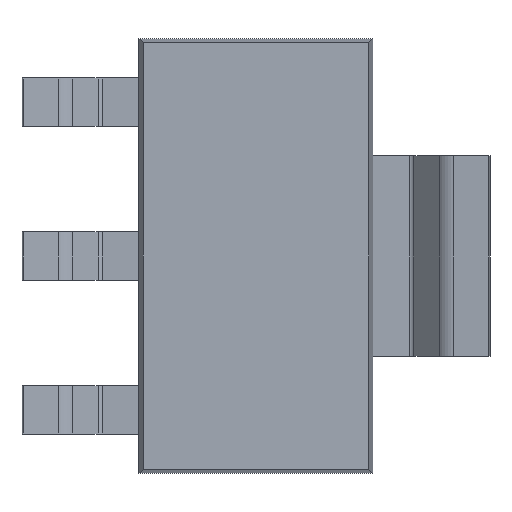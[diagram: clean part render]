
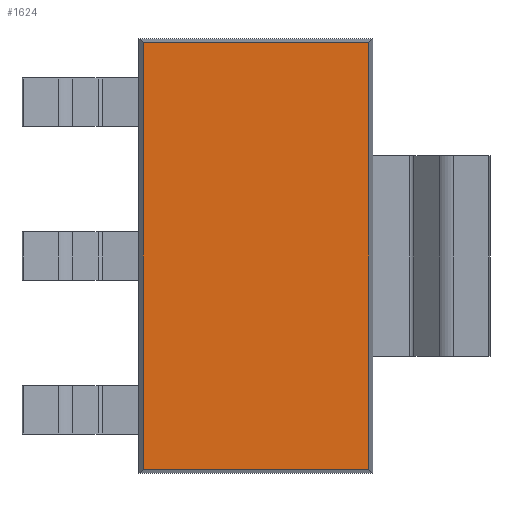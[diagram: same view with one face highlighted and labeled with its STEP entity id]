
A CAD part, front view. The second image highlights one B-rep face of the part: STEP entity #1624.
In plain terms, the highlighted planar face has unit normal (0, -1, 0).
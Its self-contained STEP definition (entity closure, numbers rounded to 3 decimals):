
#12 = CARTESIAN_POINT ( 'NONE',  ( -1.75, 0.1, -3.187 ) ) ;
#51 = EDGE_CURVE ( 'NONE', #632, #1667, #1787, .T. ) ;
#71 = VECTOR ( 'NONE', #567, 1000. ) ;
#99 = LINE ( 'NONE', #12, #539 ) ;
#158 = VERTEX_POINT ( 'NONE', #1786 ) ;
#245 = PLANE ( 'NONE',  #1294 ) ;
#247 = VECTOR ( 'NONE', #782, 1000. ) ;
#291 = DIRECTION ( 'NONE',  ( -1., 0., 0. ) ) ;
#491 = DIRECTION ( 'NONE',  ( 1., 0., 0. ) ) ;
#539 = VECTOR ( 'NONE', #491, 1000. ) ;
#558 = CARTESIAN_POINT ( 'NONE',  ( 1.687, 0.1, 3.187 ) ) ;
#567 = DIRECTION ( 'NONE',  ( 0., 0., -1. ) ) ;
#632 = VERTEX_POINT ( 'NONE', #1977 ) ;
#722 = DIRECTION ( 'NONE',  ( 0., -1., 0. ) ) ;
#777 = EDGE_CURVE ( 'NONE', #1667, #158, #2024, .T. ) ;
#782 = DIRECTION ( 'NONE',  ( 0., 0., 1. ) ) ;
#784 = FACE_OUTER_BOUND ( 'NONE', #1385, .T. ) ;
#840 = ORIENTED_EDGE ( 'NONE', *, *, #777, .T. ) ;
#928 = CARTESIAN_POINT ( 'NONE',  ( 1.75, 0.1, 3.187 ) ) ;
#1170 = CARTESIAN_POINT ( 'NONE',  ( 0., 0.1, 0. ) ) ;
#1187 = CARTESIAN_POINT ( 'NONE',  ( -1.687, 0.1, 3.25 ) ) ;
#1214 = VECTOR ( 'NONE', #291, 1000. ) ;
#1231 = ORIENTED_EDGE ( 'NONE', *, *, #1775, .T. ) ;
#1269 = EDGE_CURVE ( 'NONE', #1915, #632, #99, .T. ) ;
#1294 = AXIS2_PLACEMENT_3D ( 'NONE', #1170, #722, #1828 ) ;
#1333 = LINE ( 'NONE', #1187, #71 ) ;
#1385 = EDGE_LOOP ( 'NONE', ( #840, #1231, #1638, #1652 ) ) ;
#1400 = CARTESIAN_POINT ( 'NONE',  ( -1.687, 0.1, -3.187 ) ) ;
#1624 = ADVANCED_FACE ( 'NONE', ( #784 ), #245, .T. ) ;
#1638 = ORIENTED_EDGE ( 'NONE', *, *, #1269, .T. ) ;
#1652 = ORIENTED_EDGE ( 'NONE', *, *, #51, .T. ) ;
#1667 = VERTEX_POINT ( 'NONE', #558 ) ;
#1746 = CARTESIAN_POINT ( 'NONE',  ( 1.687, 0.1, -3.25 ) ) ;
#1775 = EDGE_CURVE ( 'NONE', #158, #1915, #1333, .T. ) ;
#1786 = CARTESIAN_POINT ( 'NONE',  ( -1.687, 0.1, 3.187 ) ) ;
#1787 = LINE ( 'NONE', #1746, #247 ) ;
#1828 = DIRECTION ( 'NONE',  ( 0., 0., -1. ) ) ;
#1915 = VERTEX_POINT ( 'NONE', #1400 ) ;
#1977 = CARTESIAN_POINT ( 'NONE',  ( 1.687, 0.1, -3.187 ) ) ;
#2024 = LINE ( 'NONE', #928, #1214 ) ;
